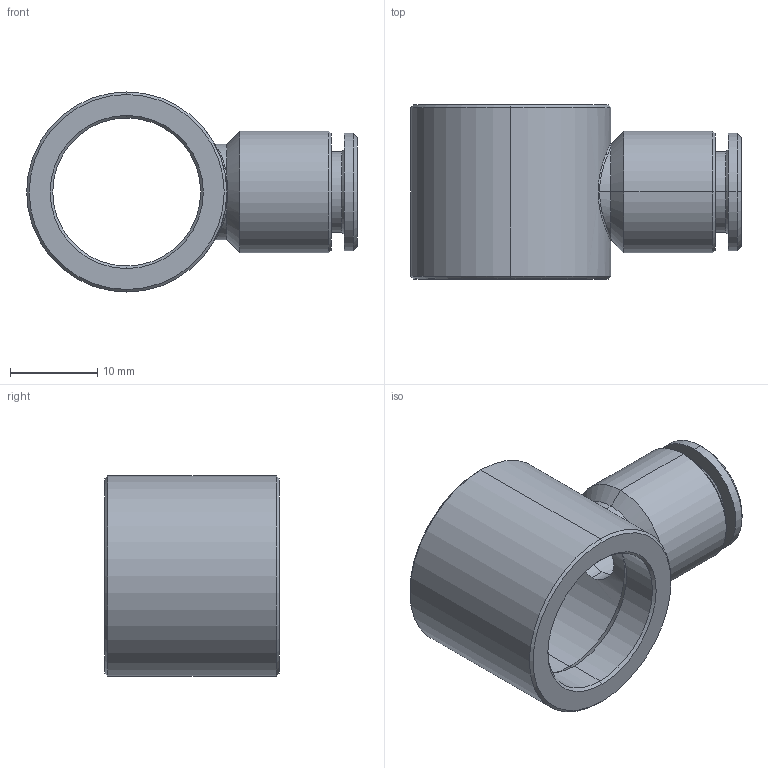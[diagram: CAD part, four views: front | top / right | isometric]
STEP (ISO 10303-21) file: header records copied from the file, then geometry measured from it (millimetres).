
FILE_DESCRIPTION (( 'STEP AP203' ), '1' );
FILE_NAME ('B0180043.STEP', '2011-04-18T13:16:41', ( '' ), ( 'sopra-pneumatic' ), 'SwSTEP 2.0', 'SolidWorks 2009', '' );
FILE_SCHEMA (( 'CONFIG_CONTROL_DESIGN' ));
Length unit declared in the file: millimetre
Products named in the file (1): B0180043
Bounding box: 38 x 20 x 23 mm (x, y, z)
Volume: 4766.3 mm3; surface area: 4124.6 mm2
Topology: 1 solids, 1 shells, 51 faces, 110 edges, 65 vertices
Faces by surface type: cone 22, cylinder 21, plane 6, bspline 2
Entity records: 2498 total; most frequent: CARTESIAN_POINT 1286, DIRECTION 257, ORIENTED_EDGE 220, EDGE_CURVE 110, AXIS2_PLACEMENT_3D 108, VERTEX_POINT 65, EDGE_LOOP 59, CIRCLE 58
